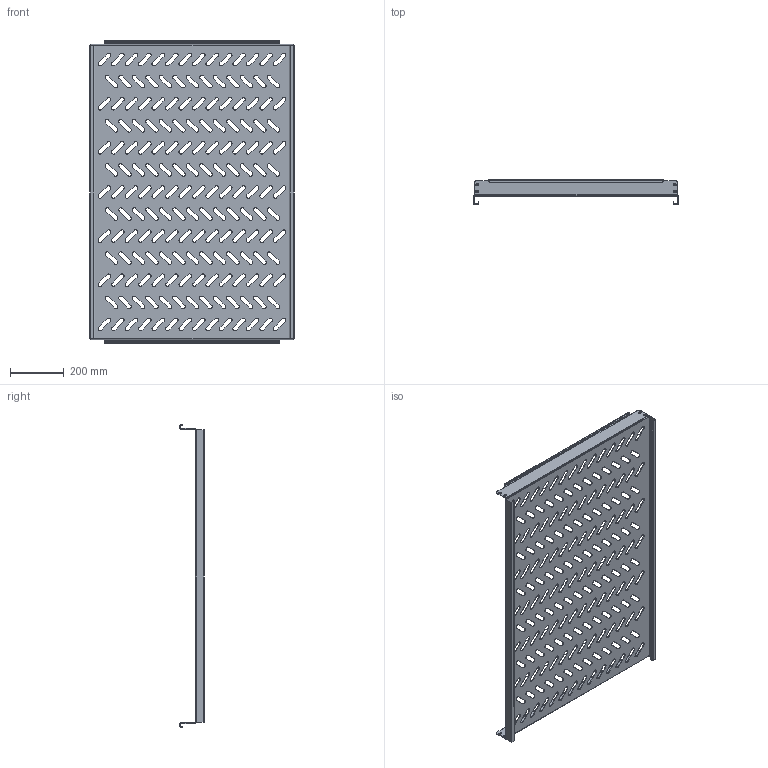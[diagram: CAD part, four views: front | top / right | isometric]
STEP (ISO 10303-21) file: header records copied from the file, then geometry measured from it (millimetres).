
FILE_DESCRIPTION (( 'STEP AP214' ), '1' );
FILE_NAME ('945.328.STEP', '2024-09-25T10:30:37', ( '' ), ( '' ), 'SwSTEP 2.0', 'SolidWorks 2021', '' );
FILE_SCHEMA (( 'AUTOMOTIVE_DESIGN' ));
Length unit declared in the file: millimetre
Products named in the file (1): 945.328
Bounding box: 760 x 90 x 1120 mm (x, y, z)
Volume: 1806248.6 mm3; surface area: 1863415.7 mm2
Topology: 1 solids, 1 shells, 1042 faces, 3032 edges, 1992 vertices
Faces by surface type: cylinder 588, plane 446, bspline 8
Entity records: 35894 total; most frequent: CARTESIAN_POINT 6567, DIRECTION 6238, ORIENTED_EDGE 6064, EDGE_CURVE 3032, AXIS2_PLACEMENT_3D 2211, VERTEX_POINT 1992, LINE 1816, VECTOR 1816
